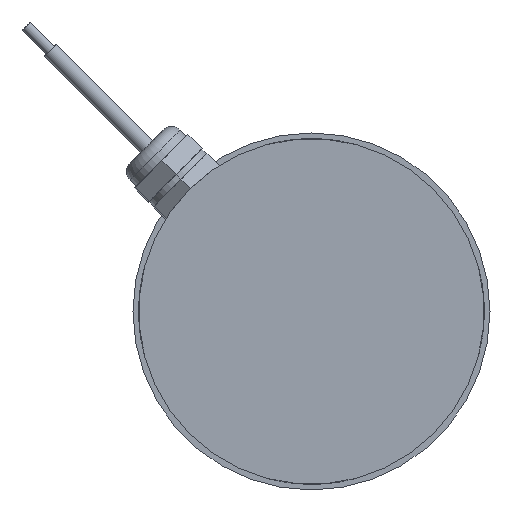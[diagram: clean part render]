
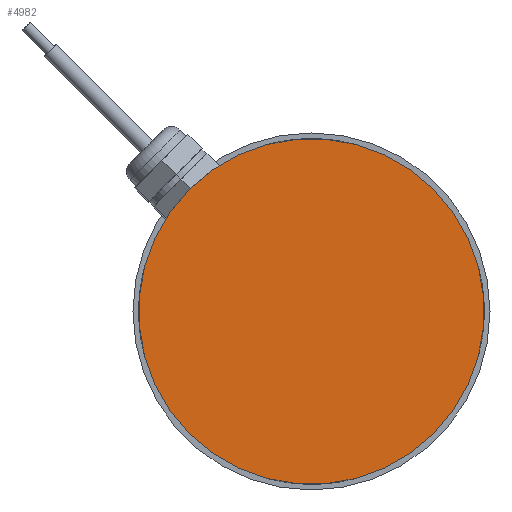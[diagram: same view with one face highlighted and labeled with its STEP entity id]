
A CAD part, left-side view. The second image highlights one B-rep face of the part: STEP entity #4982.
In plain terms, the highlighted planar face has unit normal (-1, 0, 0).
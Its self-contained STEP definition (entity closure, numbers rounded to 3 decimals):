
#1363 = CARTESIAN_POINT ( 'NONE',  ( -196.72, 0., 0. ) ) ;
#1750 = CIRCLE ( 'NONE', #18592, 50.8 ) ;
#3169 = ORIENTED_EDGE ( 'NONE', *, *, #19538, .F. ) ;
#3426 = CIRCLE ( 'NONE', #14535, 50.8 ) ;
#3485 = EDGE_CURVE ( 'NONE', #22205, #6003, #1750, .T. ) ;
#4982 = ADVANCED_FACE ( 'NONE', ( #14539 ), #20080, .F. ) ;
#6003 = VERTEX_POINT ( 'NONE', #11189 ) ;
#8279 = DIRECTION ( 'NONE',  ( 0., 0.707, 0.707 ) ) ;
#9436 = CARTESIAN_POINT ( 'NONE',  ( -196.72, -35.921, -35.921 ) ) ;
#10083 = CARTESIAN_POINT ( 'NONE',  ( -196.72, 0., 0. ) ) ;
#11189 = CARTESIAN_POINT ( 'NONE',  ( -196.72, 35.921, 35.921 ) ) ;
#14535 = AXIS2_PLACEMENT_3D ( 'NONE', #10083, #15229, #8279 ) ;
#14539 = FACE_OUTER_BOUND ( 'NONE', #19719, .T. ) ;
#14718 = AXIS2_PLACEMENT_3D ( 'NONE', #1363, #16475, #20161 ) ;
#14801 = ORIENTED_EDGE ( 'NONE', *, *, #3485, .F. ) ;
#15082 = CARTESIAN_POINT ( 'NONE',  ( -196.72, 0., 0. ) ) ;
#15229 = DIRECTION ( 'NONE',  ( 1., 0., 0. ) ) ;
#16475 = DIRECTION ( 'NONE',  ( 1., 0., 0. ) ) ;
#18369 = DIRECTION ( 'NONE',  ( 0., 0.707, 0.707 ) ) ;
#18592 = AXIS2_PLACEMENT_3D ( 'NONE', #15082, #20035, #18369 ) ;
#19538 = EDGE_CURVE ( 'NONE', #6003, #22205, #3426, .T. ) ;
#19719 = EDGE_LOOP ( 'NONE', ( #14801, #3169 ) ) ;
#20035 = DIRECTION ( 'NONE',  ( 1., 0., 0. ) ) ;
#20080 = PLANE ( 'NONE',  #14718 ) ;
#20161 = DIRECTION ( 'NONE',  ( 0., 0.707, 0.707 ) ) ;
#22205 = VERTEX_POINT ( 'NONE', #9436 ) ;
